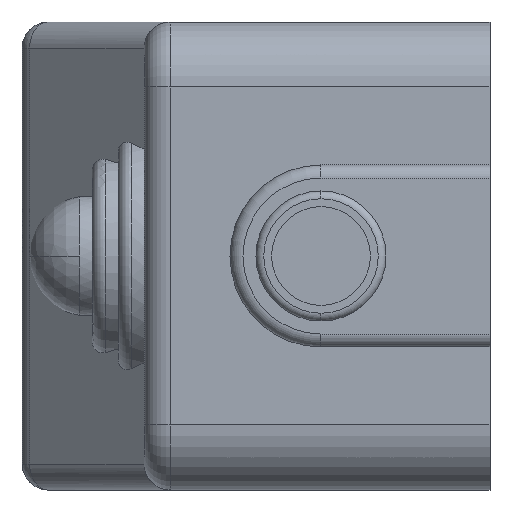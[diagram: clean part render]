
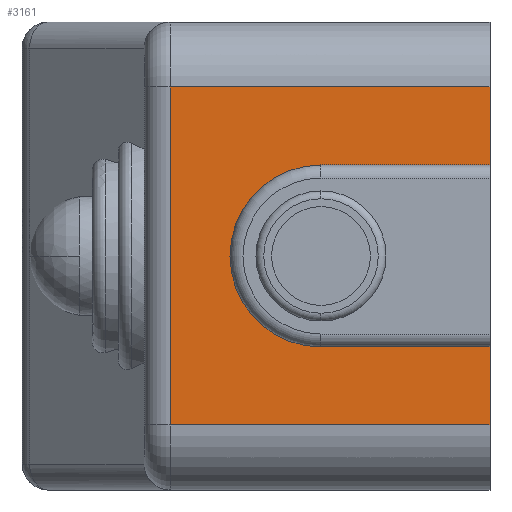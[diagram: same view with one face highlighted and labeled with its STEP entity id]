
A CAD part, left-side view. The second image highlights one B-rep face of the part: STEP entity #3161.
In plain terms, the highlighted planar face has unit normal (-1, 0, 0).
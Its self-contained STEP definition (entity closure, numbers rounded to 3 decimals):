
#195=DIRECTION('',(0.,0.,-1.));
#196=VECTOR('',#195,3.);
#197=CARTESIAN_POINT('',(0.,0.,-2.5));
#198=LINE('',#197,#196);
#317=DIRECTION('',(0.,0.,-1.));
#318=VECTOR('',#317,3.);
#319=CARTESIAN_POINT('',(0.,0.,-12.5));
#320=LINE('',#319,#318);
#499=DIRECTION('',(0.,-1.,0.));
#500=VECTOR('',#499,6.5);
#501=CARTESIAN_POINT('',(0.,6.5,-12.5));
#502=LINE('',#501,#500);
#506=DIRECTION('',(0.,1.,0.));
#507=VECTOR('',#506,12.3);
#508=CARTESIAN_POINT('',(0.,0.,-15.5));
#509=LINE('',#508,#507);
#513=DIRECTION('',(0.,0.,-1.));
#514=VECTOR('',#513,13.);
#515=CARTESIAN_POINT('',(0.,12.3,-2.5));
#516=LINE('',#515,#514);
#520=DIRECTION('',(0.,-1.,0.));
#521=VECTOR('',#520,12.3);
#522=CARTESIAN_POINT('',(0.,12.3,-2.5));
#523=LINE('',#522,#521);
#527=DIRECTION('',(0.,1.,0.));
#528=VECTOR('',#527,6.5);
#529=CARTESIAN_POINT('',(0.,0.,-5.5));
#530=LINE('',#529,#528);
#534=CARTESIAN_POINT('',(0.,6.5,-9.));
#535=DIRECTION('',(-1.,0.,0.));
#536=DIRECTION('',(0.,0.,1.));
#537=AXIS2_PLACEMENT_3D('',#534,#535,#536);
#2736=CARTESIAN_POINT('',(0.,0.,-15.5));
#2738=VERTEX_POINT('',#2736);
#2741=CARTESIAN_POINT('',(0.,0.,-2.5));
#2743=VERTEX_POINT('',#2741);
#2760=CARTESIAN_POINT('',(0.,12.3,-2.5));
#2761=VERTEX_POINT('',#2760);
#2764=CARTESIAN_POINT('',(0.,12.3,-15.5));
#2765=VERTEX_POINT('',#2764);
#2801=CARTESIAN_POINT('',(0.,0.,-12.5));
#2803=VERTEX_POINT('',#2801);
#2804=CARTESIAN_POINT('',(0.,6.5,-12.5));
#2805=VERTEX_POINT('',#2804);
#2810=CARTESIAN_POINT('',(0.,6.5,-5.5));
#2811=VERTEX_POINT('',#2810);
#2812=CARTESIAN_POINT('',(0.,0.,-5.5));
#2814=VERTEX_POINT('',#2812);
#3142=CARTESIAN_POINT('',(0.,13.3,0.));
#3143=DIRECTION('',(-1.,0.,0.));
#3144=DIRECTION('',(0.,-1.,0.));
#3145=AXIS2_PLACEMENT_3D('',#3142,#3143,#3144);
#3146=PLANE('',#3145);
#3148=ORIENTED_EDGE('',*,*,#3147,.T.);
#3149=ORIENTED_EDGE('',*,*,#2957,.T.);
#3151=ORIENTED_EDGE('',*,*,#3150,.T.);
#3152=ORIENTED_EDGE('',*,*,#3133,.F.);
#3153=ORIENTED_EDGE('',*,*,#2899,.T.);
#3154=ORIENTED_EDGE('',*,*,#2915,.T.);
#3156=ORIENTED_EDGE('',*,*,#3155,.T.);
#3158=ORIENTED_EDGE('',*,*,#3157,.T.);
#3159=EDGE_LOOP('',(#3148,#3149,#3151,#3152,#3153,#3154,#3156,#3158));
#3160=FACE_OUTER_BOUND('',#3159,.F.);
#538=CIRCLE('',#537,3.5);
#2899=EDGE_CURVE('',#2761,#2743,#523,.T.);
#2915=EDGE_CURVE('',#2743,#2814,#198,.T.);
#2957=EDGE_CURVE('',#2803,#2738,#320,.T.);
#3133=EDGE_CURVE('',#2761,#2765,#516,.T.);
#3147=EDGE_CURVE('',#2805,#2803,#502,.T.);
#3150=EDGE_CURVE('',#2738,#2765,#509,.T.);
#3155=EDGE_CURVE('',#2814,#2811,#530,.T.);
#3157=EDGE_CURVE('',#2811,#2805,#538,.T.);
#3161=ADVANCED_FACE('',(#3160),#3146,.T.);
